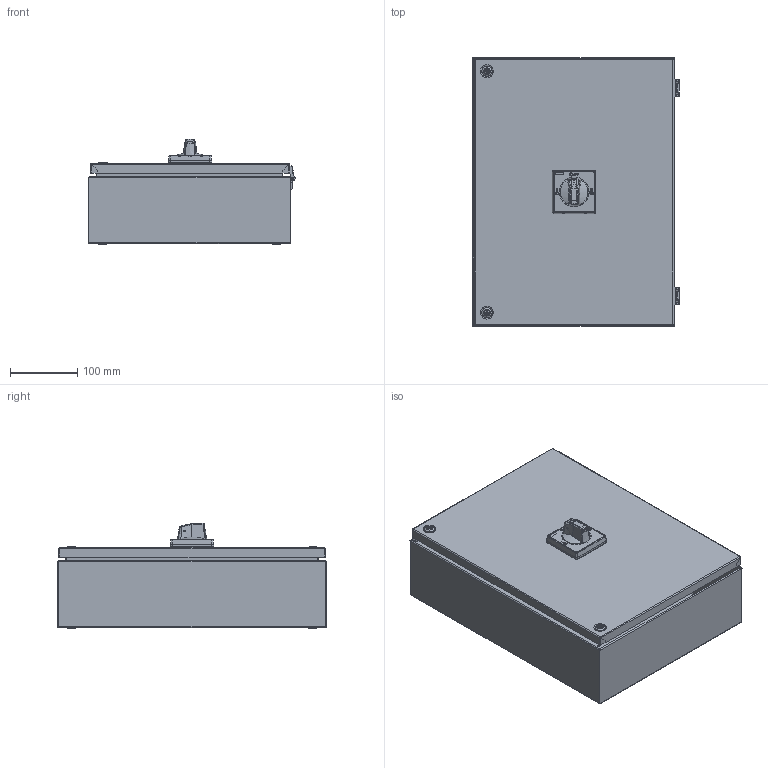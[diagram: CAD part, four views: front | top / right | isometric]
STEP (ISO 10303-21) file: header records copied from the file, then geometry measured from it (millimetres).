
FILE_DESCRIPTION(/* description */ (''),/* implementation_level */ '2;1');
FILE_NAME(/* name */ '40601410 con maniglia GAX67B.stp',/* time_stamp */ '2019-12-03T11:25:04+01:00',/* author */ (''),/* organization */ (''),/* preprocessor_version */ 'ST-DEVELOPER v16',/* originating_system */ 'SIEMENS PLM Software NX 10.0',/* authorisation */ '');
FILE_SCHEMA (('AP203_CONFIGURATION_CONTROLLED_3D_DESIGN_OF_MECHANICAL_PARTS_AND_ASSEMBLIES_MIM_LF { 1 0 10303 403 2 1 2}'));
Length unit declared in the file: millimetre
Products named in the file (1): Ferr2C187C3Bxdds
Bounding box: 307.55 x 400 x 157.64 mm (x, y, z)
Surface area: 423907 mm2 (no closed solid volume)
Topology: 0 solids, 58 shells, 238 faces, 1026 edges, 831 vertices
Faces by surface type: plane 123, cylinder 50, bspline 30, cone 16, torus 13, sphere 6
Full cylindrical faces by diameter (mm): 11.5 x3
Entity records: 11745 total; most frequent: CARTESIAN_POINT 3908, DIRECTION 1461, ORIENTED_EDGE 1270, EDGE_CURVE 1009, VERTEX_POINT 829, LINE 617, VECTOR 617, AXIS2_PLACEMENT_3D 422
